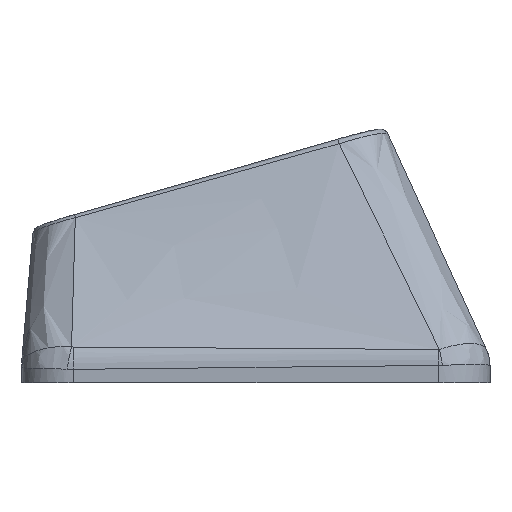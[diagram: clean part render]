
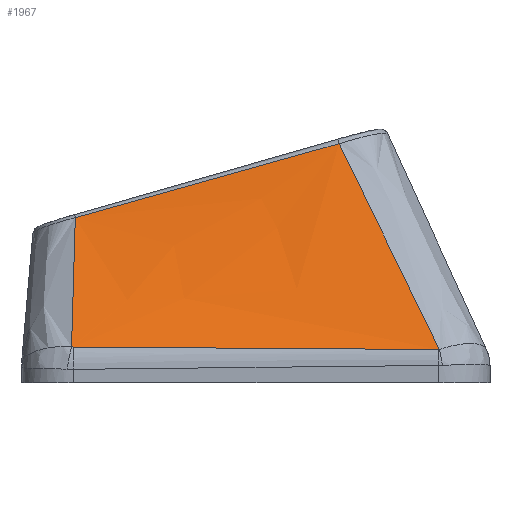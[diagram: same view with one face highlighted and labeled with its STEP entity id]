
A CAD part, left-side view. The second image highlights one B-rep face of the part: STEP entity #1967.
In plain terms, the highlighted free-form (B-spline) face has degree [3, 3] with [4, 4] control points.
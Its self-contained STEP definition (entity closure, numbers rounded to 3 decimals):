
#63=B_SPLINE_SURFACE_WITH_KNOTS('',3,3,((#4476,#4477,#4478,#4479),(#4480,
#4481,#4482,#4483),(#4484,#4485,#4486,#4487),(#4488,#4489,#4490,#4491)),
 .UNSPECIFIED.,.F.,.F.,.F.,(4,4),(4,4),(0.101,0.894),
(0.021,0.966),.UNSPECIFIED.);
#193=B_SPLINE_CURVE_WITH_KNOTS('',3,(#3996,#3997,#3998,#3999),
 .UNSPECIFIED.,.F.,.F.,(4,4),(0.,0.004),.UNSPECIFIED.);
#195=B_SPLINE_CURVE_WITH_KNOTS('',3,(#4023,#4024,#4025,#4026),
 .UNSPECIFIED.,.F.,.F.,(4,4),(0.,1.416),.UNSPECIFIED.);
#197=B_SPLINE_CURVE_WITH_KNOTS('',3,(#4050,#4051,#4052,#4053),
 .UNSPECIFIED.,.F.,.F.,(4,4),(0.,0.006),
 .UNSPECIFIED.);
#219=B_SPLINE_CURVE_WITH_KNOTS('',3,(#4466,#4467,#4468,#4469),
 .UNSPECIFIED.,.F.,.F.,(4,4),(-0.632,-0.017),
 .UNSPECIFIED.);
#221=B_SPLINE_CURVE_WITH_KNOTS('',3,(#4493,#4494,#4495,#4496),
 .UNSPECIFIED.,.F.,.F.,(4,4),(0.021,0.98),
 .UNSPECIFIED.);
#222=B_SPLINE_CURVE_WITH_KNOTS('',3,(#4497,#4498,#4499,#4500),
 .UNSPECIFIED.,.F.,.F.,(4,4),(-1.063,0.),.UNSPECIFIED.);
#556=FACE_OUTER_BOUND('',#682,.T.);
#682=EDGE_LOOP('',(#1696,#1697,#1698,#1699,#1700,#1701));
#874=VERTEX_POINT('',#3955);
#878=VERTEX_POINT('',#3989);
#880=VERTEX_POINT('',#4016);
#882=VERTEX_POINT('',#4043);
#909=VERTEX_POINT('',#4465);
#910=VERTEX_POINT('',#4492);
#1136=EDGE_CURVE('',#874,#878,#193,.T.);
#1139=EDGE_CURVE('',#878,#880,#195,.T.);
#1142=EDGE_CURVE('',#880,#882,#197,.T.);
#1183=EDGE_CURVE('',#882,#909,#219,.T.);
#1185=EDGE_CURVE('',#910,#874,#221,.T.);
#1186=EDGE_CURVE('',#909,#910,#222,.T.);
#1696=ORIENTED_EDGE('',*,*,#1142,.F.);
#1697=ORIENTED_EDGE('',*,*,#1139,.F.);
#1698=ORIENTED_EDGE('',*,*,#1136,.F.);
#1699=ORIENTED_EDGE('',*,*,#1185,.F.);
#1700=ORIENTED_EDGE('',*,*,#1186,.F.);
#1701=ORIENTED_EDGE('',*,*,#1183,.F.);
#1967=ADVANCED_FACE('',(#556),#63,.T.);
#3955=CARTESIAN_POINT('',(-25.615,-7.115,0.297));
#3989=CARTESIAN_POINT('',(-25.616,-7.076,0.294));
#3996=CARTESIAN_POINT('Ctrl Pts',(-25.615,-7.115,0.297));
#3997=CARTESIAN_POINT('Ctrl Pts',(-25.616,-7.102,0.295));
#3998=CARTESIAN_POINT('Ctrl Pts',(-25.616,-7.089,0.294));
#3999=CARTESIAN_POINT('Ctrl Pts',(-25.616,-7.076,0.294));
#4016=CARTESIAN_POINT('',(-25.474,7.094,0.389));
#4023=CARTESIAN_POINT('Ctrl Pts',(-25.616,-7.076,0.294));
#4024=CARTESIAN_POINT('Ctrl Pts',(-25.589,-2.354,0.32));
#4025=CARTESIAN_POINT('Ctrl Pts',(-25.552,2.368,0.352));
#4026=CARTESIAN_POINT('Ctrl Pts',(-25.474,7.094,0.389));
#4043=CARTESIAN_POINT('',(-25.469,7.158,0.395));
#4050=CARTESIAN_POINT('Ctrl Pts',(-25.474,7.094,0.389));
#4051=CARTESIAN_POINT('Ctrl Pts',(-25.474,7.115,0.389));
#4052=CARTESIAN_POINT('Ctrl Pts',(-25.472,7.137,0.391));
#4053=CARTESIAN_POINT('Ctrl Pts',(-25.469,7.158,0.395));
#4465=CARTESIAN_POINT('',(-21.955,7.012,5.409));
#4466=CARTESIAN_POINT('Ctrl Pts',(-25.469,7.158,0.395));
#4467=CARTESIAN_POINT('Ctrl Pts',(-24.29,7.089,2.062));
#4468=CARTESIAN_POINT('Ctrl Pts',(-23.12,7.037,3.734));
#4469=CARTESIAN_POINT('Ctrl Pts',(-21.955,7.012,5.409));
#4476=CARTESIAN_POINT('Ctrl Pts',(-21.942,-3.665,8.404));
#4477=CARTESIAN_POINT('Ctrl Pts',(-23.166,-4.816,5.701));
#4478=CARTESIAN_POINT('Ctrl Pts',(-24.391,-5.966,2.997));
#4479=CARTESIAN_POINT('Ctrl Pts',(-25.616,-7.117,0.294));
#4480=CARTESIAN_POINT('Ctrl Pts',(-21.942,-0.046,
7.395));
#4481=CARTESIAN_POINT('Ctrl Pts',(-23.166,-0.817,
5.017));
#4482=CARTESIAN_POINT('Ctrl Pts',(-24.391,-1.588,2.638));
#4483=CARTESIAN_POINT('Ctrl Pts',(-25.616,-2.359,0.259));
#4484=CARTESIAN_POINT('Ctrl Pts',(-21.942,3.573,6.387));
#4485=CARTESIAN_POINT('Ctrl Pts',(-23.166,3.182,4.332));
#4486=CARTESIAN_POINT('Ctrl Pts',(-24.391,2.79,2.278));
#4487=CARTESIAN_POINT('Ctrl Pts',(-25.616,2.398,0.223));
#4488=CARTESIAN_POINT('Ctrl Pts',(-21.942,7.193,5.378));
#4489=CARTESIAN_POINT('Ctrl Pts',(-23.166,7.181,3.648));
#4490=CARTESIAN_POINT('Ctrl Pts',(-24.391,7.168,1.918));
#4491=CARTESIAN_POINT('Ctrl Pts',(-25.616,7.156,0.188));
#4492=CARTESIAN_POINT('',(-21.942,-3.222,8.281));
#4493=CARTESIAN_POINT('Ctrl Pts',(-21.942,-3.222,8.281));
#4494=CARTESIAN_POINT('Ctrl Pts',(-23.185,-4.533,5.631));
#4495=CARTESIAN_POINT('Ctrl Pts',(-24.404,-5.828,2.967));
#4496=CARTESIAN_POINT('Ctrl Pts',(-25.615,-7.115,0.297));
#4497=CARTESIAN_POINT('Ctrl Pts',(-21.955,7.012,5.409));
#4498=CARTESIAN_POINT('Ctrl Pts',(-21.953,3.599,6.359));
#4499=CARTESIAN_POINT('Ctrl Pts',(-21.947,0.188,7.318));
#4500=CARTESIAN_POINT('Ctrl Pts',(-21.942,-3.222,8.281));
